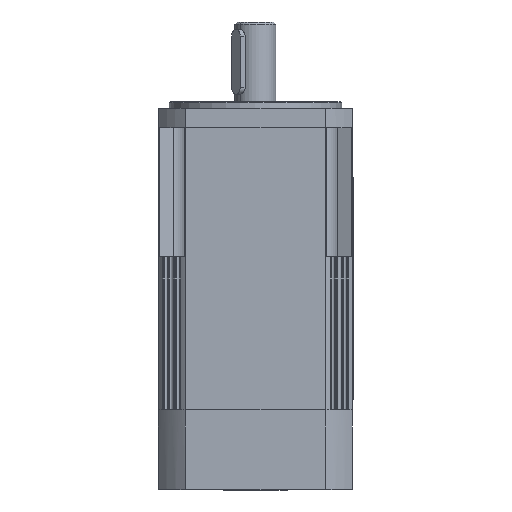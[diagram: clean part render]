
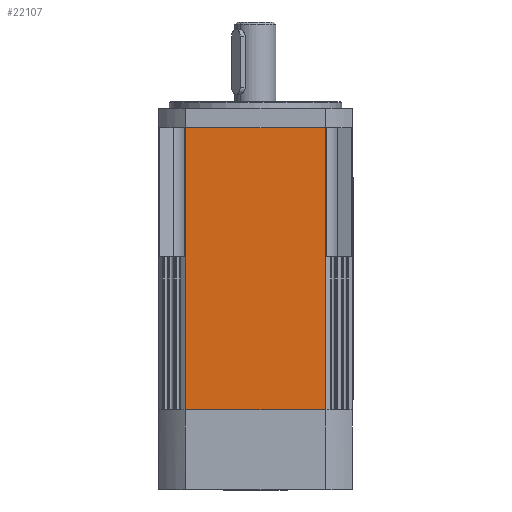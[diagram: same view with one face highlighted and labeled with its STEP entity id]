
A CAD part, front view. The second image highlights one B-rep face of the part: STEP entity #22107.
In plain terms, the highlighted planar face has unit normal (0, -1, 0).
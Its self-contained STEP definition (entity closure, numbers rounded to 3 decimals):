
#22068=CARTESIAN_POINT('',(32.485,-45.0,0.0));
#22069=DIRECTION('',(0.0,-1.0,0.0));
#22070=DIRECTION('',(0.0,0.0,-1.0));
#22071=AXIS2_PLACEMENT_3D('',#22068,#22069,#22070);
#22072=PLANE('',#22071);
#22073=CARTESIAN_POINT('',(32.485,-45.0,131.0));
#22074=VERTEX_POINT('',#22073);
#22075=CARTESIAN_POINT('',(-32.485,-45.0,131.0));
#22076=VERTEX_POINT('',#22075);
#22077=CARTESIAN_POINT('',(32.485,-45.0,131.0));
#22078=DIRECTION('',(-1.0,0.0,0.0));
#22079=VECTOR('',#22078,64.969);
#22080=LINE('',#22077,#22079);
#22081=EDGE_CURVE('',#22074,#22076,#22080,.T.);
#22082=ORIENTED_EDGE('',*,*,#22081,.T.);
#22083=CARTESIAN_POINT('',(-32.485,-45.0,0.0));
#22084=VERTEX_POINT('',#22083);
#22085=CARTESIAN_POINT('',(-32.485,-45.0,0.0));
#22086=DIRECTION('',(0.0,0.0,1.0));
#22087=VECTOR('',#22086,131.0);
#22088=LINE('',#22085,#22087);
#22089=EDGE_CURVE('',#22084,#22076,#22088,.T.);
#22090=ORIENTED_EDGE('',*,*,#22089,.F.);
#22091=CARTESIAN_POINT('',(32.485,-45.0,0.0));
#22092=VERTEX_POINT('',#22091);
#22093=CARTESIAN_POINT('',(-32.485,-45.0,0.0));
#22094=DIRECTION('',(1.0,0.0,0.0));
#22095=VECTOR('',#22094,64.969);
#22096=LINE('',#22093,#22095);
#22097=EDGE_CURVE('',#22084,#22092,#22096,.T.);
#22098=ORIENTED_EDGE('',*,*,#22097,.T.);
#22099=CARTESIAN_POINT('',(32.485,-45.0,0.0));
#22100=DIRECTION('',(0.0,0.0,1.0));
#22101=VECTOR('',#22100,131.0);
#22102=LINE('',#22099,#22101);
#22103=EDGE_CURVE('',#22092,#22074,#22102,.T.);
#22104=ORIENTED_EDGE('',*,*,#22103,.T.);
#22105=EDGE_LOOP('',(#22082,#22090,#22098,#22104));
#22106=FACE_OUTER_BOUND('',#22105,.T.);
#22107=ADVANCED_FACE('',(#22106),#22072,.T.);
